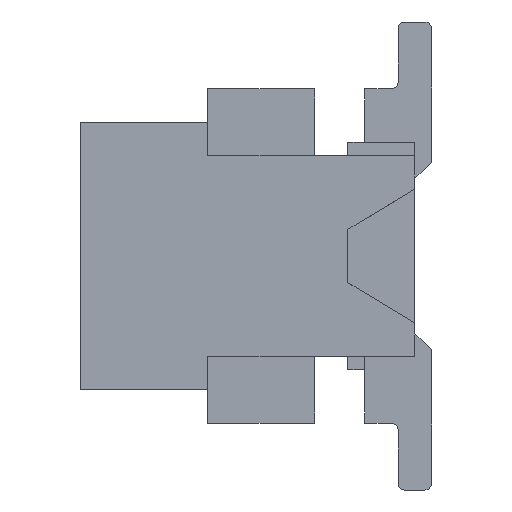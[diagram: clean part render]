
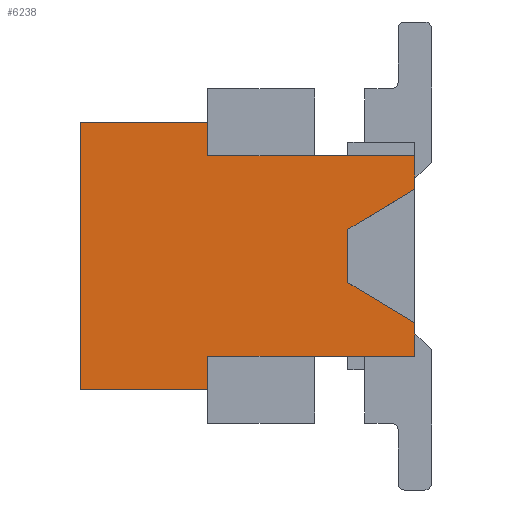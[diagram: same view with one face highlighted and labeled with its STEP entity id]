
A CAD part, left-side view. The second image highlights one B-rep face of the part: STEP entity #6238.
In plain terms, the highlighted planar face has unit normal (-1, 0, 0).
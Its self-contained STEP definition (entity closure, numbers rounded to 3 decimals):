
#270=FACE_OUTER_BOUND('',#598,.T.);
#598=EDGE_LOOP('',(#5017,#5018,#5019,#5020,#5021,#5022,#5023,#5024,#5025,
#5026,#5027,#5028,#5029,#5030));
#1186=LINE('',#9183,#2054);
#1198=LINE('',#9204,#2066);
#1207=LINE('',#9219,#2075);
#1214=LINE('',#9231,#2082);
#1224=LINE('',#9249,#2092);
#1227=LINE('',#9257,#2095);
#1232=LINE('',#9268,#2100);
#1239=LINE('',#9282,#2107);
#1245=LINE('',#9292,#2113);
#1247=LINE('',#9299,#2115);
#1251=LINE('',#9307,#2119);
#1254=LINE('',#9313,#2122);
#1258=LINE('',#9319,#2126);
#1260=LINE('',#9321,#2128);
#2054=VECTOR('',#7442,10.);
#2066=VECTOR('',#7462,10.);
#2075=VECTOR('',#7475,10.);
#2082=VECTOR('',#7488,10.);
#2092=VECTOR('',#7514,10.);
#2095=VECTOR('',#7525,10.);
#2100=VECTOR('',#7534,10.);
#2107=VECTOR('',#7545,10.);
#2113=VECTOR('',#7555,10.);
#2115=VECTOR('',#7563,10.);
#2119=VECTOR('',#7569,10.);
#2122=VECTOR('',#7574,10.);
#2126=VECTOR('',#7580,10.);
#2128=VECTOR('',#7582,10.);
#2789=VERTEX_POINT('',#9165);
#2791=VERTEX_POINT('',#9182);
#2795=VERTEX_POINT('',#9201);
#2796=VERTEX_POINT('',#9203);
#2799=VERTEX_POINT('',#9216);
#2800=VERTEX_POINT('',#9218);
#2802=VERTEX_POINT('',#9230);
#2803=VERTEX_POINT('',#9255);
#2807=VERTEX_POINT('',#9267);
#2812=VERTEX_POINT('',#9281);
#2815=VERTEX_POINT('',#9297);
#2816=VERTEX_POINT('',#9298);
#2819=VERTEX_POINT('',#9306);
#2821=VERTEX_POINT('',#9312);
#3524=EDGE_CURVE('',#2791,#2789,#1186,.T.);
#3536=EDGE_CURVE('',#2795,#2796,#1198,.T.);
#3545=EDGE_CURVE('',#2799,#2800,#1207,.T.);
#3552=EDGE_CURVE('',#2800,#2802,#1214,.T.);
#3562=EDGE_CURVE('',#2796,#2799,#1224,.T.);
#3565=EDGE_CURVE('',#2795,#2803,#1227,.T.);
#3570=EDGE_CURVE('',#2807,#2802,#1232,.T.);
#3577=EDGE_CURVE('',#2789,#2812,#1239,.T.);
#3583=EDGE_CURVE('',#2803,#2791,#1245,.T.);
#3585=EDGE_CURVE('',#2815,#2816,#1247,.T.);
#3589=EDGE_CURVE('',#2816,#2819,#1251,.T.);
#3592=EDGE_CURVE('',#2821,#2819,#1254,.T.);
#3596=EDGE_CURVE('',#2812,#2815,#1258,.T.);
#3598=EDGE_CURVE('',#2821,#2807,#1260,.T.);
#5017=ORIENTED_EDGE('',*,*,#3570,.T.);
#5018=ORIENTED_EDGE('',*,*,#3552,.F.);
#5019=ORIENTED_EDGE('',*,*,#3545,.F.);
#5020=ORIENTED_EDGE('',*,*,#3562,.F.);
#5021=ORIENTED_EDGE('',*,*,#3536,.F.);
#5022=ORIENTED_EDGE('',*,*,#3565,.T.);
#5023=ORIENTED_EDGE('',*,*,#3583,.T.);
#5024=ORIENTED_EDGE('',*,*,#3524,.T.);
#5025=ORIENTED_EDGE('',*,*,#3577,.T.);
#5026=ORIENTED_EDGE('',*,*,#3596,.T.);
#5027=ORIENTED_EDGE('',*,*,#3585,.T.);
#5028=ORIENTED_EDGE('',*,*,#3589,.T.);
#5029=ORIENTED_EDGE('',*,*,#3592,.F.);
#5030=ORIENTED_EDGE('',*,*,#3598,.T.);
#5952=PLANE('',#6562);
#6238=ADVANCED_FACE('',(#270),#5952,.F.);
#6562=AXIS2_PLACEMENT_3D('',#9329,#7595,#7596);
#7442=DIRECTION('',(0.,1.,0.));
#7462=DIRECTION('',(0.,0.,-1.));
#7475=DIRECTION('',(0.,0.,-1.));
#7488=DIRECTION('',(0.,1.,0.));
#7514=DIRECTION('',(0.,-0.857,-0.514));
#7525=DIRECTION('',(0.,-0.857,0.514));
#7534=DIRECTION('',(0.,-1.,0.));
#7545=DIRECTION('',(0.,1.,0.));
#7555=DIRECTION('',(0.,0.,1.));
#7563=DIRECTION('',(0.,1.,0.));
#7569=DIRECTION('',(0.,0.,-1.));
#7574=DIRECTION('',(0.,1.,0.));
#7580=DIRECTION('',(0.,0.,1.));
#7582=DIRECTION('',(0.,0.,1.));
#7595=DIRECTION('center_axis',(1.,0.,0.));
#7596=DIRECTION('ref_axis',(0.,0.,-1.));
#9165=CARTESIAN_POINT('',(0.,1.75,5.));
#9182=CARTESIAN_POINT('',(0.,0.25,5.));
#9183=CARTESIAN_POINT('',(0.,0.25,5.));
#9201=CARTESIAN_POINT('',(0.,1.25,3.9));
#9203=CARTESIAN_POINT('',(0.,1.25,3.1));
#9204=CARTESIAN_POINT('',(0.,1.25,3.5));
#9216=CARTESIAN_POINT('',(0.,0.25,2.5));
#9218=CARTESIAN_POINT('',(0.,0.25,2.));
#9219=CARTESIAN_POINT('',(0.,0.25,2.5));
#9230=CARTESIAN_POINT('',(0.,1.75,2.));
#9231=CARTESIAN_POINT('',(0.,0.25,2.));
#9249=CARTESIAN_POINT('',(0.,1.25,3.1));
#9255=CARTESIAN_POINT('',(0.,0.25,4.5));
#9257=CARTESIAN_POINT('',(0.,1.25,3.9));
#9267=CARTESIAN_POINT('',(0.,3.35,2.));
#9268=CARTESIAN_POINT('',(0.,2.25,2.));
#9281=CARTESIAN_POINT('',(0.,3.35,5.));
#9282=CARTESIAN_POINT('',(0.,3.05,5.));
#9292=CARTESIAN_POINT('',(0.,0.25,4.5));
#9297=CARTESIAN_POINT('',(0.,3.35,5.5));
#9298=CARTESIAN_POINT('',(0.,5.25,5.5));
#9299=CARTESIAN_POINT('',(0.,3.35,5.5));
#9306=CARTESIAN_POINT('',(0.,5.25,1.5));
#9307=CARTESIAN_POINT('',(0.,5.25,5.5));
#9312=CARTESIAN_POINT('',(0.,3.35,1.5));
#9313=CARTESIAN_POINT('',(0.,3.35,1.5));
#9319=CARTESIAN_POINT('',(0.,3.35,4.75));
#9321=CARTESIAN_POINT('',(0.,3.35,2.75));
#9329=CARTESIAN_POINT('Origin',(0.,2.75,3.5));
